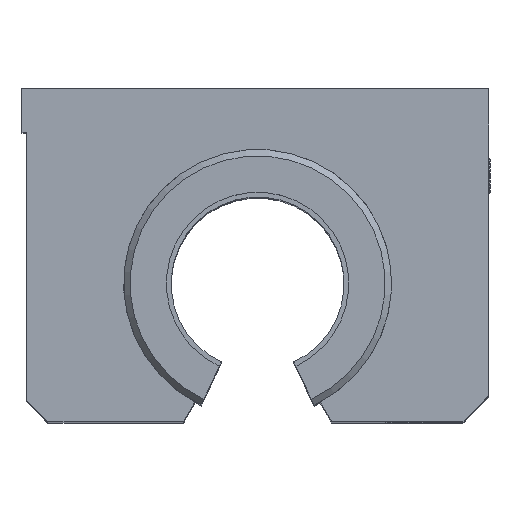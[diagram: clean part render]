
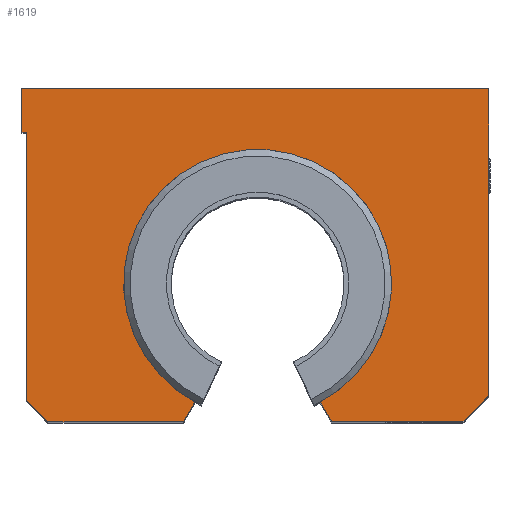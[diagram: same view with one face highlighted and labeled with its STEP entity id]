
A CAD part, top view. The second image highlights one B-rep face of the part: STEP entity #1619.
In plain terms, the highlighted planar face has unit normal (0, 0, 1).
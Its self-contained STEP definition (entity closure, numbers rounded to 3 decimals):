
#111=PLANE('',#1841);
#194=FACE_OUTER_BOUND('',#310,.T.);
#310=EDGE_LOOP('',(#1371,#1372,#1373,#1374,#1375,#1376,#1377,#1378,#1379,
#1380,#1381,#1382));
#376=LINE('',#2688,#517);
#379=LINE('',#2696,#520);
#388=LINE('',#2714,#529);
#389=LINE('',#2717,#530);
#404=LINE('',#2756,#545);
#408=LINE('',#2766,#549);
#426=LINE('',#2829,#567);
#428=LINE('',#2832,#569);
#429=LINE('',#2834,#570);
#430=LINE('',#2836,#571);
#431=LINE('',#2838,#572);
#517=VECTOR('',#2083,10.);
#520=VECTOR('',#2090,10.);
#529=VECTOR('',#2103,10.);
#530=VECTOR('',#2106,10.);
#545=VECTOR('',#2139,10.);
#549=VECTOR('',#2147,10.);
#567=VECTOR('',#2227,10.);
#569=VECTOR('',#2231,10.);
#570=VECTOR('',#2234,10.);
#571=VECTOR('',#2237,10.);
#572=VECTOR('',#2240,10.);
#645=CIRCLE('',#1775,31.);
#733=VERTEX_POINT('',#2582);
#734=VERTEX_POINT('',#2583);
#753=VERTEX_POINT('',#2685);
#754=VERTEX_POINT('',#2687);
#757=VERTEX_POINT('',#2695);
#761=VERTEX_POINT('',#2707);
#764=VERTEX_POINT('',#2712);
#765=VERTEX_POINT('',#2716);
#779=VERTEX_POINT('',#2753);
#780=VERTEX_POINT('',#2755);
#784=VERTEX_POINT('',#2765);
#798=VERTEX_POINT('',#2828);
#902=EDGE_CURVE('',#733,#734,#645,.T.);
#927=EDGE_CURVE('',#753,#754,#376,.T.);
#931=EDGE_CURVE('',#754,#757,#379,.T.);
#940=EDGE_CURVE('',#764,#761,#388,.T.);
#941=EDGE_CURVE('',#765,#761,#389,.T.);
#960=EDGE_CURVE('',#779,#780,#404,.T.);
#965=EDGE_CURVE('',#780,#784,#408,.T.);
#995=EDGE_CURVE('',#784,#798,#426,.T.);
#997=EDGE_CURVE('',#798,#733,#428,.T.);
#998=EDGE_CURVE('',#734,#753,#429,.T.);
#999=EDGE_CURVE('',#757,#764,#430,.T.);
#1000=EDGE_CURVE('',#765,#779,#431,.T.);
#1371=ORIENTED_EDGE('',*,*,#931,.F.);
#1372=ORIENTED_EDGE('',*,*,#927,.F.);
#1373=ORIENTED_EDGE('',*,*,#998,.F.);
#1374=ORIENTED_EDGE('',*,*,#902,.F.);
#1375=ORIENTED_EDGE('',*,*,#997,.F.);
#1376=ORIENTED_EDGE('',*,*,#995,.F.);
#1377=ORIENTED_EDGE('',*,*,#965,.F.);
#1378=ORIENTED_EDGE('',*,*,#960,.F.);
#1379=ORIENTED_EDGE('',*,*,#1000,.F.);
#1380=ORIENTED_EDGE('',*,*,#941,.T.);
#1381=ORIENTED_EDGE('',*,*,#940,.F.);
#1382=ORIENTED_EDGE('',*,*,#999,.F.);
#1619=ADVANCED_FACE('',(#194),#111,.T.);
#1775=AXIS2_PLACEMENT_3D('',#2584,#2040,#2041);
#1841=AXIS2_PLACEMENT_3D('',#2839,#2241,#2242);
#2040=DIRECTION('center_axis',(0.,0.,1.));
#2041=DIRECTION('ref_axis',(0.468,-0.884,0.));
#2083=DIRECTION('',(-1.,0.,0.));
#2090=DIRECTION('',(-0.707,0.707,0.));
#2103=DIRECTION('',(-1.,0.,0.));
#2106=DIRECTION('',(0.,-1.,0.));
#2139=DIRECTION('',(0.,-1.,0.));
#2147=DIRECTION('',(-0.707,-0.707,0.));
#2227=DIRECTION('',(-1.,0.,0.));
#2231=DIRECTION('',(-0.5,0.866,0.));
#2234=DIRECTION('',(-0.5,-0.866,0.));
#2237=DIRECTION('',(0.,1.,0.));
#2240=DIRECTION('',(1.,0.,0.));
#2241=DIRECTION('center_axis',(0.,0.,1.));
#2242=DIRECTION('ref_axis',(1.,0.,0.));
#2582=CARTESIAN_POINT('',(14.5,-33.9,88.));
#2583=CARTESIAN_POINT('',(-14.5,-33.9,88.));
#2584=CARTESIAN_POINT('Origin',(0.,-6.5,88.));
#2685=CARTESIAN_POINT('',(-17.156,-38.5,88.));
#2687=CARTESIAN_POINT('',(-48.5,-38.5,88.));
#2688=CARTESIAN_POINT('',(-17.156,-38.5,88.));
#2695=CARTESIAN_POINT('',(-53.5,-33.5,88.));
#2696=CARTESIAN_POINT('',(-47.375,-39.625,88.));
#2707=CARTESIAN_POINT('',(-54.5,28.5,88.));
#2712=CARTESIAN_POINT('',(-53.5,28.5,88.));
#2714=CARTESIAN_POINT('',(-53.5,28.5,88.));
#2716=CARTESIAN_POINT('',(-54.5,38.5,88.));
#2717=CARTESIAN_POINT('',(-54.5,-38.5,88.));
#2753=CARTESIAN_POINT('',(53.5,38.5,88.));
#2755=CARTESIAN_POINT('',(53.5,-32.5,88.));
#2756=CARTESIAN_POINT('',(53.5,38.5,88.));
#2765=CARTESIAN_POINT('',(47.5,-38.5,88.));
#2766=CARTESIAN_POINT('',(46.875,-39.125,88.));
#2828=CARTESIAN_POINT('',(17.156,-38.5,88.));
#2829=CARTESIAN_POINT('',(53.5,-38.5,88.));
#2832=CARTESIAN_POINT('',(17.156,-38.5,88.));
#2834=CARTESIAN_POINT('',(-14.5,-33.9,88.));
#2836=CARTESIAN_POINT('',(-53.5,-38.5,88.));
#2838=CARTESIAN_POINT('',(-53.5,38.5,88.));
#2839=CARTESIAN_POINT('Origin',(0.,0.5,
88.));
